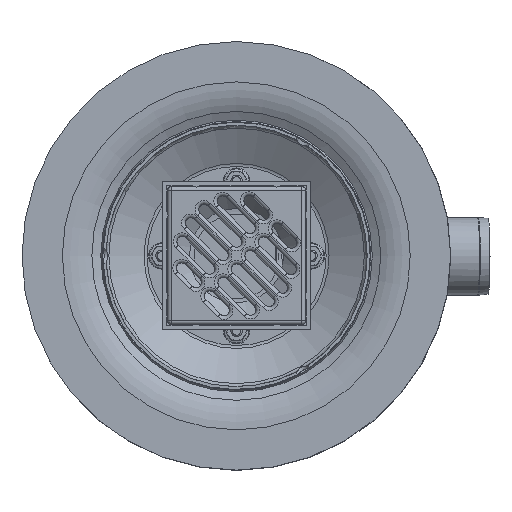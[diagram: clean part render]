
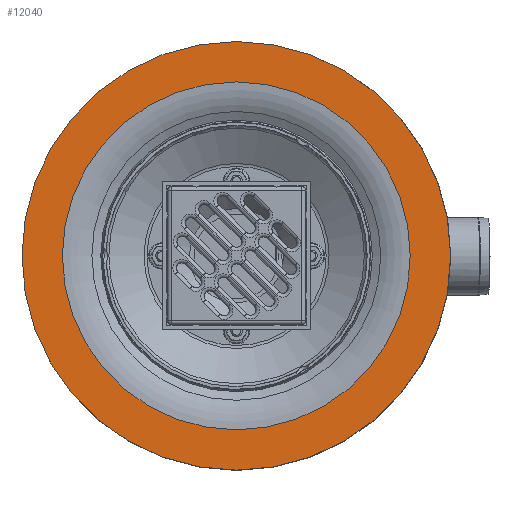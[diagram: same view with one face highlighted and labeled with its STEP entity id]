
A CAD part, top view. The second image highlights one B-rep face of the part: STEP entity #12040.
In plain terms, the highlighted planar face has unit normal (0, 0, 1).
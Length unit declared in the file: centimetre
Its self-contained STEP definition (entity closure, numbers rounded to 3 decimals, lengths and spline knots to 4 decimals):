
#670=FACE_BOUND('',#2094,.T.);
#817=PLANE('',#13159);
#1250=FACE_OUTER_BOUND('',#2093,.T.);
#2093=EDGE_LOOP('',(#9030));
#2094=EDGE_LOOP('',(#9031));
#4451=CIRCLE('',#13130,146.);
#4468=CIRCLE('',#13157,118.5);
#5375=VERTEX_POINT('',#20166);
#5389=VERTEX_POINT('',#20211);
#6671=EDGE_CURVE('',#5375,#5375,#4451,.T.);
#6691=EDGE_CURVE('',#5389,#5389,#4468,.T.);
#9030=ORIENTED_EDGE('',*,*,#6671,.F.);
#9031=ORIENTED_EDGE('',*,*,#6691,.T.);
#12040=ADVANCED_FACE('',(#1250,#670),#817,.T.);
#13130=AXIS2_PLACEMENT_3D('',#20168,#15457,#15458);
#13157=AXIS2_PLACEMENT_3D('',#20212,#15514,#15515);
#13159=AXIS2_PLACEMENT_3D('',#20214,#15518,#15519);
#15457=DIRECTION('center_axis',(0.,0.,-1.));
#15458=DIRECTION('ref_axis',(1.,0.,0.));
#15514=DIRECTION('center_axis',(0.,0.,-1.));
#15515=DIRECTION('ref_axis',(1.,0.,0.));
#15518=DIRECTION('center_axis',(0.,0.,1.));
#15519=DIRECTION('ref_axis',(0.,-1.,0.));
#20166=CARTESIAN_POINT('',(325.1968,170.9954,159.4393));
#20168=CARTESIAN_POINT('Origin',(179.1968,170.9954,159.4393));
#20211=CARTESIAN_POINT('',(179.1968,52.4954,159.4393));
#20212=CARTESIAN_POINT('Origin',(179.1968,170.9954,159.4393));
#20214=CARTESIAN_POINT('Origin',(33.1968,170.9954,159.4393));
